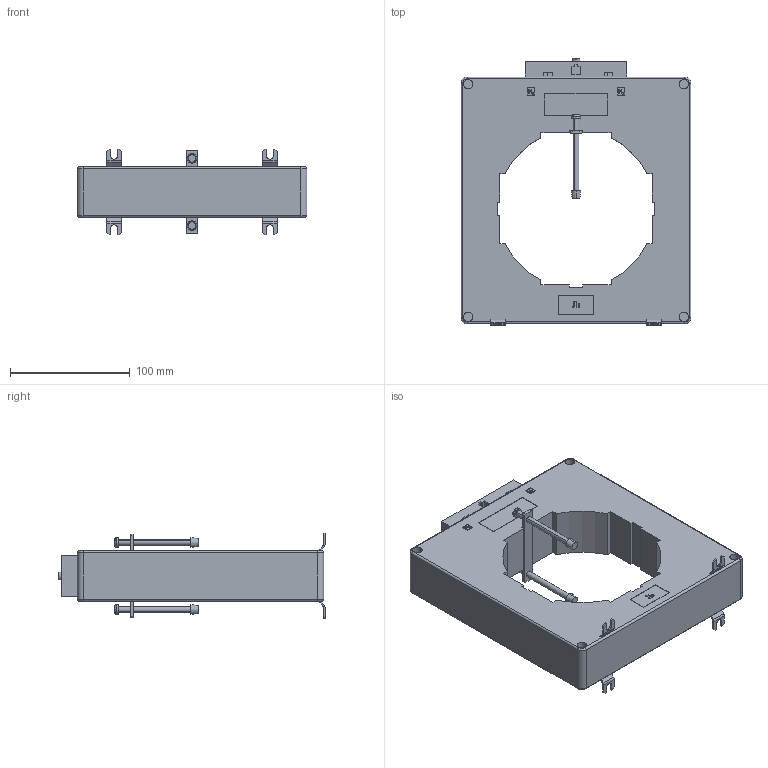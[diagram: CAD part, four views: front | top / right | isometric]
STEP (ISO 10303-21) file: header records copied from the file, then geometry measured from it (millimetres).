
FILE_DESCRIPTION (( 'STEP AP214' ), '1' );
FILE_NAME ('ITT70-2-15-1500 Òðàíñôîðìàòîð òîêà ÒÒÈ-125 1500_5À 15ÂÀ êëàññ 0,5 ÈÝÊ.STEP', '2018-01-25T12:51:20', ( '' ), ( '' ), 'SwSTEP 2.0', 'SolidWorks 2014', '' );
FILE_SCHEMA (( 'AUTOMOTIVE_DESIGN' ));
Length unit declared in the file: millimetre
Products named in the file (1): ITT70-2-15-1500 Òðàíñôîðìàòîð òîêà ÒÒÈ-125  1500_5À  15ÂÀ  êëàññ 0,5  ÈÝÊ
Bounding box: 192 x 222.2 x 71.4 mm (x, y, z)
Volume: 1100230.6 mm3; surface area: 126757.1 mm2
Topology: 5 solids, 5 shells, 595 faces, 1583 edges, 1042 vertices
Faces by surface type: plane 433, cylinder 100, bspline 38, torus 20, cone 4
Entity records: 20483 total; most frequent: CARTESIAN_POINT 5595, ORIENTED_EDGE 3166, DIRECTION 2871, EDGE_CURVE 1583, LINE 1211, VECTOR 1211, VERTEX_POINT 1042, AXIS2_PLACEMENT_3D 830
